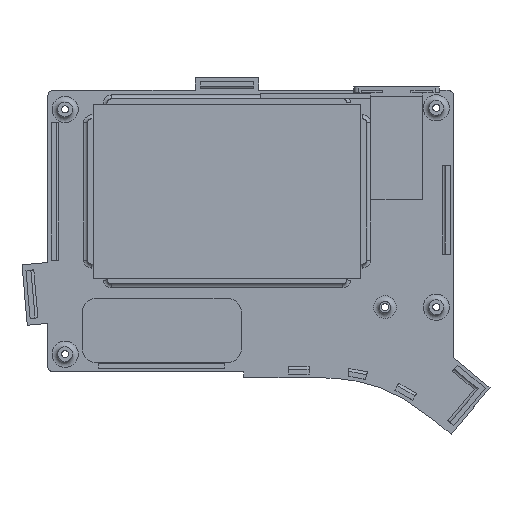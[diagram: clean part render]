
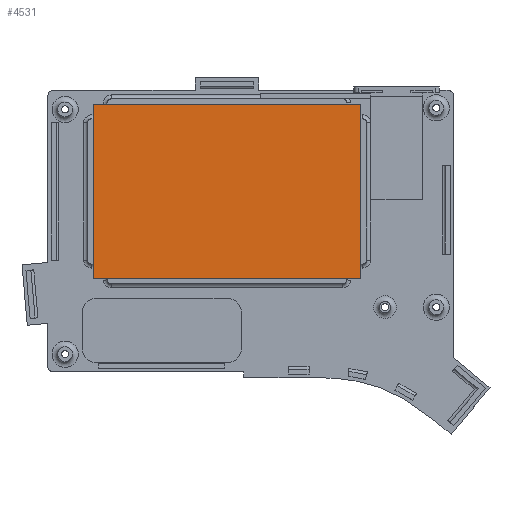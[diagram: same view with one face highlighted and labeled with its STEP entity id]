
A CAD part, top view. The second image highlights one B-rep face of the part: STEP entity #4531.
In plain terms, the highlighted planar face has unit normal (0, 0, 1).
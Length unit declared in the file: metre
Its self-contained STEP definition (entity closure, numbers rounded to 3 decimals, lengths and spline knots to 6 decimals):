
#1003=ORIENTED_EDGE('',*,*,#2022,.T.);
#1004=ORIENTED_EDGE('',*,*,#2048,.F.);
#1005=ORIENTED_EDGE('',*,*,#2041,.F.);
#1006=ORIENTED_EDGE('',*,*,#2029,.T.);
#2022=EDGE_CURVE('',#2596,#2595,#2997,.T.);
#2029=EDGE_CURVE('',#2601,#2596,#3002,.T.);
#2041=EDGE_CURVE('',#2601,#2610,#3010,.T.);
#2048=EDGE_CURVE('',#2610,#2595,#3015,.T.);
#2595=VERTEX_POINT('',#7311);
#2596=VERTEX_POINT('',#7313);
#2601=VERTEX_POINT('',#7326);
#2610=VERTEX_POINT('',#7351);
#2997=LINE('',#7312,#3448);
#3002=LINE('',#7325,#3453);
#3010=LINE('',#7350,#3461);
#3015=LINE('',#7366,#3466);
#3448=VECTOR('',#5851,1.);
#3453=VECTOR('',#5862,1.);
#3461=VECTOR('',#5878,1.);
#3466=VECTOR('',#5887,1.);
#3797=EDGE_LOOP('',(#1003,#1004,#1005,#1006));
#4114=FACE_BOUND('',#3797,.T.);
#4333=PLANE('',#4923);
#4531=ADVANCED_FACE('',(#4114),#4333,.F.);
#4923=AXIS2_PLACEMENT_3D('',#7367,#5888,#5889);
#5851=DIRECTION('',(0.,1.,0.));
#5862=DIRECTION('',(1.,0.,0.));
#5878=DIRECTION('',(0.,1.,0.));
#5887=DIRECTION('',(1.,0.,0.));
#5888=DIRECTION('',(0.,0.,-1.));
#5889=DIRECTION('',(1.,0.,0.));
#7311=CARTESIAN_POINT('',(0.185054,-0.040626,-0.0108));
#7312=CARTESIAN_POINT('',(0.185054,-0.071126,-0.0108));
#7313=CARTESIAN_POINT('',(0.185054,-0.101626,-0.0108));
#7325=CARTESIAN_POINT('',(0.182554,-0.101626,-0.0108));
#7326=CARTESIAN_POINT('',(0.091054,-0.101626,-0.0108));
#7350=CARTESIAN_POINT('',(0.091054,-0.099126,-0.0108));
#7351=CARTESIAN_POINT('',(0.091054,-0.040626,-0.0108));
#7366=CARTESIAN_POINT('',(0.093554,-0.040626,-0.0108));
#7367=CARTESIAN_POINT('',(0.146977,-0.084536,-0.0108));
